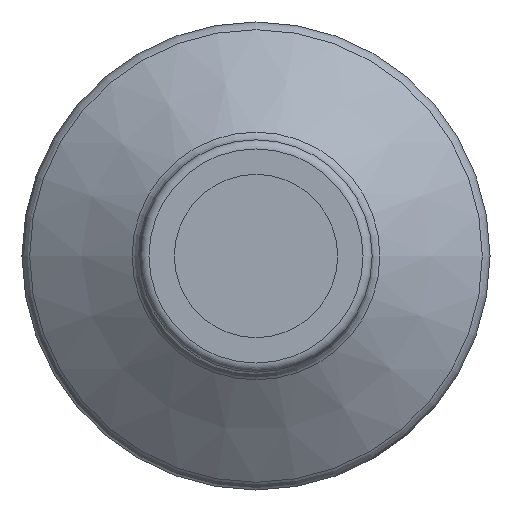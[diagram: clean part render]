
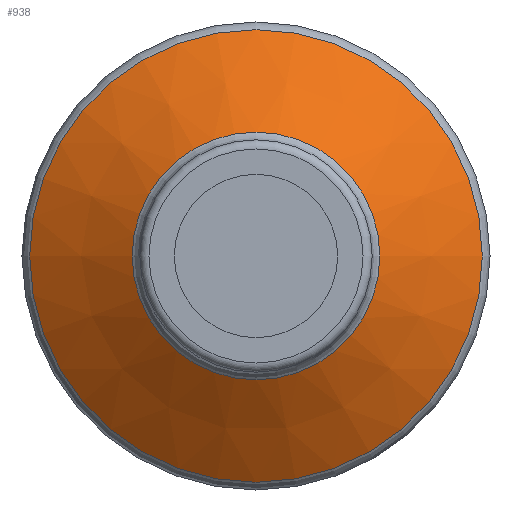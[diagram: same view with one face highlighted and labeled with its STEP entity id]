
A CAD part, front view. The second image highlights one B-rep face of the part: STEP entity #938.
In plain terms, the highlighted conical face has half-angle 55 degrees and reference radius 19.302 mm.
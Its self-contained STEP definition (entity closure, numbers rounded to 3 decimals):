
#72=FACE_OUTER_BOUND('',#133,.T.);
#133=EDGE_LOOP('',(#669,#670,#671,#672,#673,#674));
#193=LINE('',#1510,#267);
#267=VECTOR('',#1191,19.302);
#345=CIRCLE('',#1025,24.947);
#349=CIRCLE('',#1029,24.947);
#352=CIRCLE('',#1034,13.653);
#353=CIRCLE('',#1035,13.653);
#411=VERTEX_POINT('',#1493);
#412=VERTEX_POINT('',#1494);
#417=VERTEX_POINT('',#1509);
#418=VERTEX_POINT('',#1511);
#508=EDGE_CURVE('',#411,#412,#345,.T.);
#512=EDGE_CURVE('',#412,#411,#349,.T.);
#516=EDGE_CURVE('',#411,#417,#193,.T.);
#517=EDGE_CURVE('',#418,#417,#352,.T.);
#518=EDGE_CURVE('',#417,#418,#353,.T.);
#669=ORIENTED_EDGE('',*,*,#508,.F.);
#670=ORIENTED_EDGE('',*,*,#516,.T.);
#671=ORIENTED_EDGE('',*,*,#517,.F.);
#672=ORIENTED_EDGE('',*,*,#518,.F.);
#673=ORIENTED_EDGE('',*,*,#516,.F.);
#674=ORIENTED_EDGE('',*,*,#512,.F.);
#917=CONICAL_SURFACE('',#1033,19.302,0.96);
#938=ADVANCED_FACE('',(#72),#917,.T.);
#1025=AXIS2_PLACEMENT_3D('',#1495,#1172,#1173);
#1029=AXIS2_PLACEMENT_3D('',#1501,#1180,#1181);
#1033=AXIS2_PLACEMENT_3D('',#1508,#1189,#1190);
#1034=AXIS2_PLACEMENT_3D('',#1512,#1192,#1193);
#1035=AXIS2_PLACEMENT_3D('',#1513,#1194,#1195);
#1172=DIRECTION('center_axis',(0.,1.,0.));
#1173=DIRECTION('ref_axis',(1.,0.,0.));
#1180=DIRECTION('center_axis',(0.,1.,0.));
#1181=DIRECTION('ref_axis',(1.,0.,0.));
#1189=DIRECTION('center_axis',(0.,1.,0.));
#1190=DIRECTION('ref_axis',(1.,0.,0.));
#1191=DIRECTION('',(0.819,-0.574,0.));
#1192=DIRECTION('center_axis',(0.,-1.,0.));
#1193=DIRECTION('ref_axis',(0.,0.,-1.));
#1194=DIRECTION('center_axis',(0.,-1.,0.));
#1195=DIRECTION('ref_axis',(0.,0.,-1.));
#1493=CARTESIAN_POINT('',(-24.947,8.503,0.));
#1494=CARTESIAN_POINT('',(0.,8.503,24.947));
#1495=CARTESIAN_POINT('Origin',(0.,8.503,0.));
#1501=CARTESIAN_POINT('Origin',(0.,8.503,0.));
#1508=CARTESIAN_POINT('Origin',(0.,4.55,0.));
#1509=CARTESIAN_POINT('',(-13.653,0.594,0.));
#1510=CARTESIAN_POINT('',(-19.302,4.55,0.));
#1511=CARTESIAN_POINT('',(0.,0.594,13.653));
#1512=CARTESIAN_POINT('Origin',(0.,0.594,0.));
#1513=CARTESIAN_POINT('Origin',(0.,0.594,0.));
